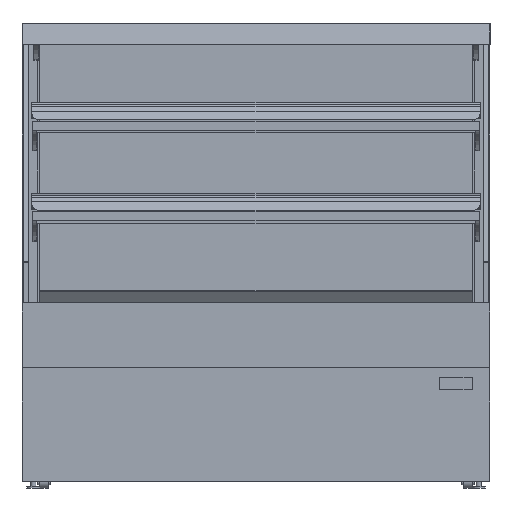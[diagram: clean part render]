
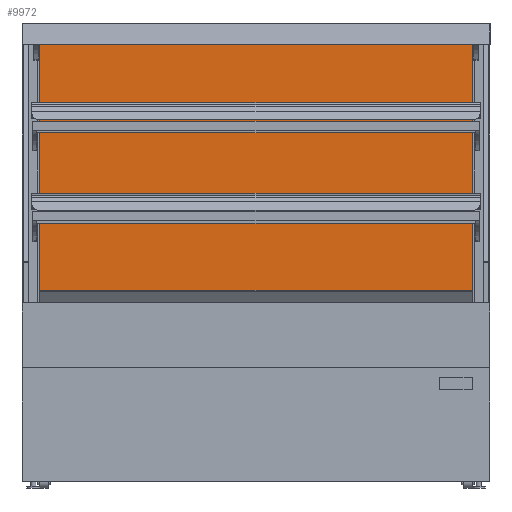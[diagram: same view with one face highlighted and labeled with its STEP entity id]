
A CAD part, top view. The second image highlights one B-rep face of the part: STEP entity #9972.
In plain terms, the highlighted planar face has unit normal (0, 0, 1).
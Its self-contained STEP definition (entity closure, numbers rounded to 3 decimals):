
#47 = CARTESIAN_POINT ( 'NONE',  ( 657., 994.3, -245.25 ) ) ;
#905 = AXIS2_PLACEMENT_3D ( 'NONE', #7185, #6284, #9649 ) ;
#972 = EDGE_CURVE ( 'NONE', #4243, #5151, #6769, .T. ) ;
#1479 = FACE_OUTER_BOUND ( 'NONE', #4323, .T. ) ;
#1706 = DIRECTION ( 'NONE',  ( 0., -1., 0. ) ) ;
#1994 = LINE ( 'NONE', #9402, #10471 ) ;
#3377 = EDGE_CURVE ( 'NONE', #4243, #7089, #9222, .T. ) ;
#3613 = LINE ( 'NONE', #47, #9011 ) ;
#3869 = PLANE ( 'NONE',  #905 ) ;
#4100 = EDGE_CURVE ( 'NONE', #7089, #9210, #3613, .T. ) ;
#4243 = VERTEX_POINT ( 'NONE', #7490 ) ;
#4323 = EDGE_LOOP ( 'NONE', ( #8569, #9742, #9946, #7209 ) ) ;
#4412 = DIRECTION ( 'NONE',  ( 1., 0., 0. ) ) ;
#5151 = VERTEX_POINT ( 'NONE', #5628 ) ;
#5253 = CARTESIAN_POINT ( 'NONE',  ( -657., 994.3, -245.25 ) ) ;
#5628 = CARTESIAN_POINT ( 'NONE',  ( -657., 234., -245.25 ) ) ;
#6284 = DIRECTION ( 'NONE',  ( 0., 0., 1. ) ) ;
#6769 = LINE ( 'NONE', #5253, #9830 ) ;
#6973 = DIRECTION ( 'NONE',  ( 1., 0., 0. ) ) ;
#7089 = VERTEX_POINT ( 'NONE', #7700 ) ;
#7185 = CARTESIAN_POINT ( 'NONE',  ( -1463.299, 994.3, -245.25 ) ) ;
#7198 = CARTESIAN_POINT ( 'NONE',  ( 657., 234., -245.25 ) ) ;
#7209 = ORIENTED_EDGE ( 'NONE', *, *, #4100, .F. ) ;
#7490 = CARTESIAN_POINT ( 'NONE',  ( -657., 994.3, -245.25 ) ) ;
#7700 = CARTESIAN_POINT ( 'NONE',  ( 657., 994.3, -245.25 ) ) ;
#8336 = VECTOR ( 'NONE', #4412, 1000. ) ;
#8569 = ORIENTED_EDGE ( 'NONE', *, *, #3377, .F. ) ;
#9011 = VECTOR ( 'NONE', #1706, 1000. ) ;
#9210 = VERTEX_POINT ( 'NONE', #7198 ) ;
#9222 = LINE ( 'NONE', #10270, #8336 ) ;
#9228 = DIRECTION ( 'NONE',  ( 0., -1., 0. ) ) ;
#9402 = CARTESIAN_POINT ( 'NONE',  ( -1463.299, 234., -245.25 ) ) ;
#9649 = DIRECTION ( 'NONE',  ( 0., -1., 0. ) ) ;
#9742 = ORIENTED_EDGE ( 'NONE', *, *, #972, .T. ) ;
#9830 = VECTOR ( 'NONE', #9228, 1000. ) ;
#9888 = EDGE_CURVE ( 'NONE', #5151, #9210, #1994, .T. ) ;
#9946 = ORIENTED_EDGE ( 'NONE', *, *, #9888, .T. ) ;
#9972 = ADVANCED_FACE ( 'NONE', ( #1479 ), #3869, .T. ) ;
#10270 = CARTESIAN_POINT ( 'NONE',  ( -1463.299, 994.3, -245.25 ) ) ;
#10471 = VECTOR ( 'NONE', #6973, 1000. ) ;
